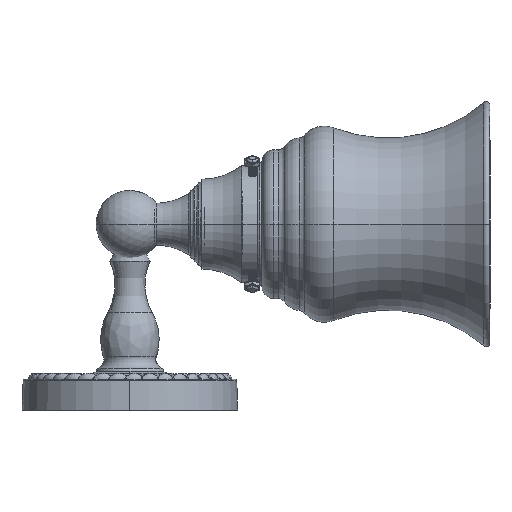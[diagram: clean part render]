
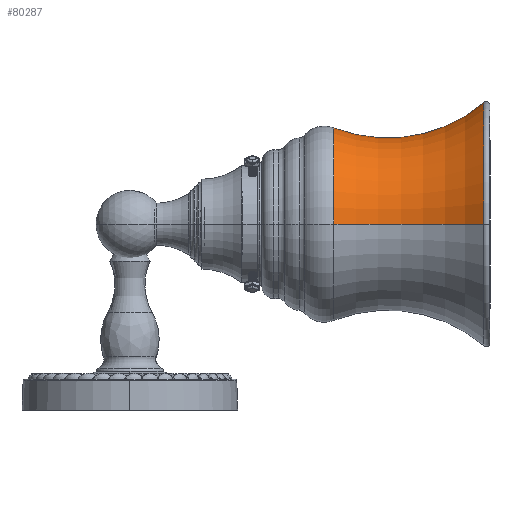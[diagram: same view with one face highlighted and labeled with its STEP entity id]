
A CAD part, left-side view. The second image highlights one B-rep face of the part: STEP entity #80287.
In plain terms, the highlighted toroidal (fillet/blend) face has major radius 124.12 mm and minor radius 78.486 mm.
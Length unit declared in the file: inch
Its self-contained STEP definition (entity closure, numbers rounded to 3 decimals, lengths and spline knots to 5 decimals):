
#79653=CARTESIAN_POINT('',(-10.93961,-5.37389,3.88));
#79654=DIRECTION('',(0.,0.,-1.));
#79655=DIRECTION('',(0.932,0.363,0.));
#79656=AXIS2_PLACEMENT_3D('',#79653,#79654,#79655);
#79663=CARTESIAN_POINT('',(-1.16639,-5.37389,3.88));
#79664=DIRECTION('',(0.,0.,1.));
#79665=DIRECTION('',(-0.932,0.363,0.));
#79666=AXIS2_PLACEMENT_3D('',#79663,#79664,#79665);
#79673=CARTESIAN_POINT('',(-6.053,-4.252,3.88));
#79674=DIRECTION('',(0.,1.,0.));
#79675=DIRECTION('',(-1.,0.,0.));
#79676=AXIS2_PLACEMENT_3D('',#79673,#79674,#79675);
#79678=CARTESIAN_POINT('',(-6.053,-7.37663,3.88));
#79679=DIRECTION('',(0.,-1.,0.));
#79680=DIRECTION('',(1.,0.,0.));
#79681=AXIS2_PLACEMENT_3D('',#79678,#79679,#79680);
#79831=CARTESIAN_POINT('',(-8.06047,-4.252,3.88));
#79832=CARTESIAN_POINT('',(-4.04553,-4.252,3.88));
#79833=VERTEX_POINT('',#79831);
#79834=VERTEX_POINT('',#79832);
#79863=CARTESIAN_POINT('',(-8.58649,-7.37663,3.88));
#79864=VERTEX_POINT('',#79863);
#79865=CARTESIAN_POINT('',(-3.51951,-7.37663,3.88));
#79866=VERTEX_POINT('',#79865);
#80275=CARTESIAN_POINT('',(-6.053,-5.37389,3.88));
#80276=DIRECTION('',(0.,1.,0.));
#80277=DIRECTION('',(1.,0.,0.));
#80278=AXIS2_PLACEMENT_3D('',#80275,#80276,#80277);
#80279=TOROIDAL_SURFACE('',#80278,4.88661,3.09);
#80280=ORIENTED_EDGE('',*,*,#80265,.F.);
#80282=ORIENTED_EDGE('',*,*,#80281,.T.);
#80283=ORIENTED_EDGE('',*,*,#80268,.T.);
#80284=ORIENTED_EDGE('',*,*,#80227,.T.);
#80285=EDGE_LOOP('',(#80280,#80282,#80283,#80284));
#80286=FACE_OUTER_BOUND('',#80285,.F.);
#80287=ADVANCED_FACE('',(#80286),#80279,.F.);
#79657=CIRCLE('',#79656,3.09);
#79667=CIRCLE('',#79666,3.09);
#79677=CIRCLE('',#79676,2.00747);
#79682=CIRCLE('',#79681,2.53349);
#80227=EDGE_CURVE('',#79866,#79864,#79682,.T.);
#80265=EDGE_CURVE('',#79833,#79864,#79657,.T.);
#80268=EDGE_CURVE('',#79834,#79866,#79667,.T.);
#80281=EDGE_CURVE('',#79833,#79834,#79677,.T.);
